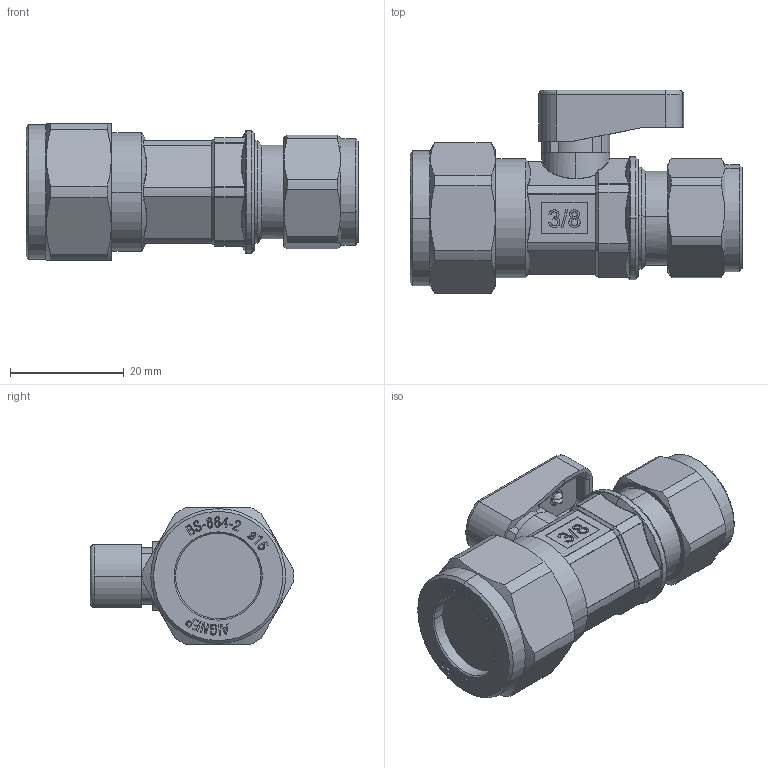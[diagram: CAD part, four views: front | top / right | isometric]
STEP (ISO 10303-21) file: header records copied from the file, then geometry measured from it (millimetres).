
FILE_DESCRIPTION (( 'STEP AP214' ), '1' );
FILE_NAME ('0645000010.step', '2012-10-02T16:34:19', ( '' ), ( '' ), 'SwSTEP 2.0', 'SolidWorks 2012', '' );
FILE_SCHEMA (( 'AUTOMOTIVE_DESIGN' ));
Length unit declared in the file: millimetre
Products named in the file (1): 0645000010
Bounding box: 58.32 x 35.8 x 24 mm (x, y, z)
Volume: 21474.8 mm3; surface area: 6976.5 mm2
Topology: 8 solids, 17 shells, 1287 faces, 3261 edges, 2066 vertices
Faces by surface type: plane 552, bspline 472, cylinder 139, torus 53, cone 49, sphere 22
Entity records: 59342 total; most frequent: CARTESIAN_POINT 31730, ORIENTED_EDGE 6470, DIRECTION 4292, EDGE_CURVE 3235, VERTEX_POINT 2066, VECTOR 1734, LINE 1734, EDGE_LOOP 1383
